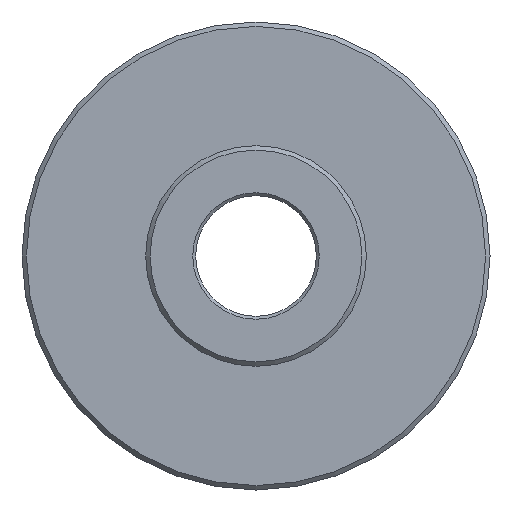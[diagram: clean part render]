
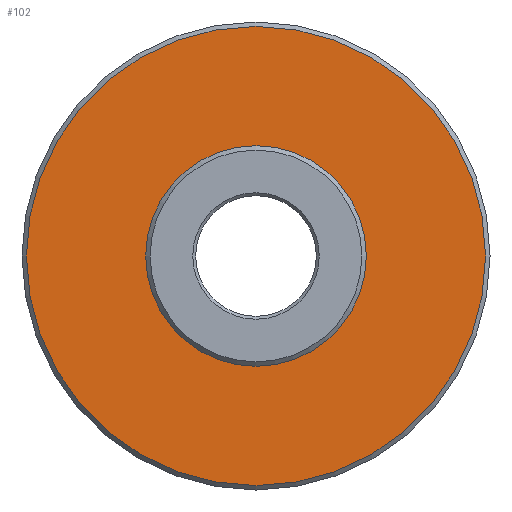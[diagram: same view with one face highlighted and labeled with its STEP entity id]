
A CAD part, front view. The second image highlights one B-rep face of the part: STEP entity #102.
In plain terms, the highlighted planar face has unit normal (0, -1, 0).
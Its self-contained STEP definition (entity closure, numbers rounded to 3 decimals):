
#96=PLANE('',#257);
#102=ADVANCED_FACE('',(#124,#125),#96,.F.);
#124=FACE_BOUND('',#152,.T.);
#125=FACE_BOUND('',#153,.T.);
#152=EDGE_LOOP('',(#180));
#153=EDGE_LOOP('',(#181));
#180=ORIENTED_EDGE('',*,*,#222,.T.);
#181=ORIENTED_EDGE('',*,*,#223,.T.);
#208=VERTEX_POINT('',#351);
#209=VERTEX_POINT('',#353);
#222=EDGE_CURVE('',#208,#208,#236,.T.);
#223=EDGE_CURVE('',#209,#209,#237,.T.);
#236=CIRCLE('',#255,15.6);
#237=CIRCLE('',#256,7.495);
#255=AXIS2_PLACEMENT_3D('',#350,#297,#298);
#256=AXIS2_PLACEMENT_3D('',#352,#299,#300);
#257=AXIS2_PLACEMENT_3D('',#354,#301,#302);
#297=DIRECTION('',(0.,-1.,0.));
#298=DIRECTION('',(0.,0.,1.));
#299=DIRECTION('',(0.,1.,0.));
#300=DIRECTION('',(1.,0.,0.));
#301=DIRECTION('',(0.,1.,0.));
#302=DIRECTION('',(0.,0.,1.));
#350=CARTESIAN_POINT('',(0.,3.9,0.));
#351=CARTESIAN_POINT('',(0.,3.9,15.6));
#352=CARTESIAN_POINT('',(0.,3.9,0.));
#353=CARTESIAN_POINT('',(7.495,3.9,0.));
#354=CARTESIAN_POINT('',(0.,3.9,0.));
